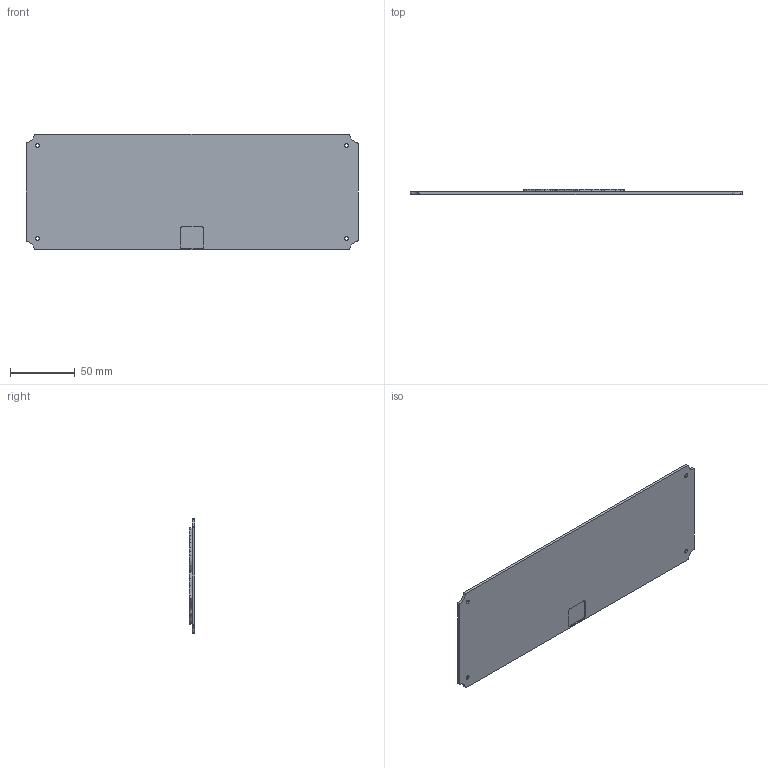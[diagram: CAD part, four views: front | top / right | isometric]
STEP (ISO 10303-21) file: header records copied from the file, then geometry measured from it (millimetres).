
FILE_DESCRIPTION(/* description */ (''),/* implementation_level */ '2;1');
FILE_NAME(/* name */ 'Weight_BottomPlate.step',/* time_stamp */ '2023-03-24T13:24:55-04:00',/* author */ (''),/* organization */ (''),/* preprocessor_version */ 'ST-DEVELOPER v19.2',/* originating_system */ 'Autodesk Translation Framework v11.17.0.187',/* authorisation */ '');
FILE_SCHEMA (('AUTOMOTIVE_DESIGN { 1 0 10303 214 3 1 1 }'));
Products named in the file (1): Weight_Draft
Bounding box: 257.29 x 4 x 89.56 mm (x, y, z)
Volume: 50956.5 mm3; surface area: 49604.7 mm2
Topology: 1 solids, 1 shells, 1106 faces, 3257 edges, 2170 vertices
Faces by surface type: bspline 995, plane 87, cylinder 20, cone 4
Full cylindrical faces by diameter (mm): 3 x4
Entity records: 39114 total; most frequent: CARTESIAN_POINT 19469, ORIENTED_EDGE 6514, EDGE_CURVE 3257, VERTEX_POINT 2170, DIRECTION 1535, LINE 1223, VECTOR 1223, EDGE_LOOP 1131
